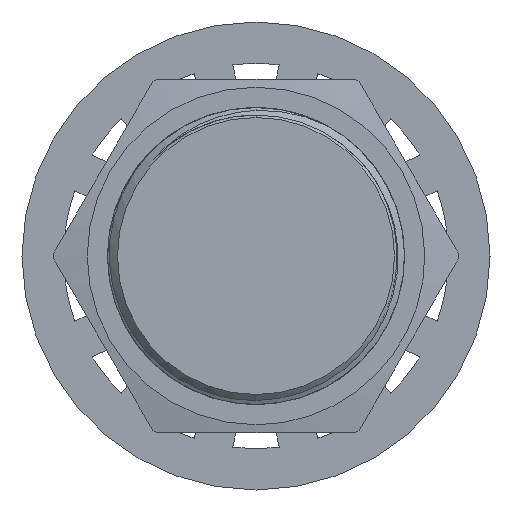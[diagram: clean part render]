
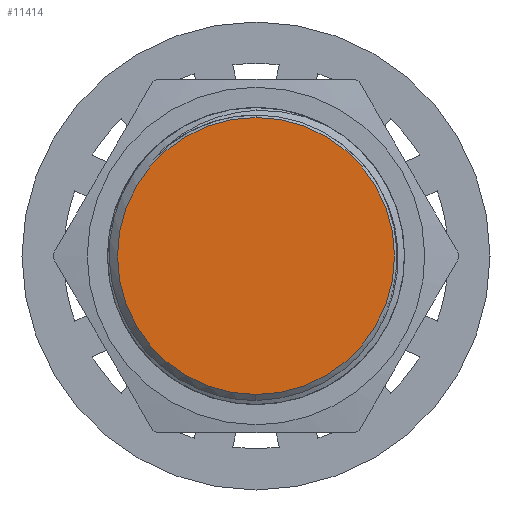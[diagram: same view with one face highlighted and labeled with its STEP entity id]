
A CAD part, front view. The second image highlights one B-rep face of the part: STEP entity #11414.
In plain terms, the highlighted planar face has unit normal (0, -1, 0).
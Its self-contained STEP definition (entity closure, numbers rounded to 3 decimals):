
#1491 = DIRECTION ( 'NONE',  ( 0., 0., -1. ) ) ;
#1586 = CARTESIAN_POINT ( 'NONE',  ( 0., 0., -50. ) ) ;
#2282 = ORIENTED_EDGE ( 'NONE', *, *, #24945, .T. ) ;
#4386 = CIRCLE ( 'NONE', #29356, 14. ) ;
#6474 = CARTESIAN_POINT ( 'NONE',  ( 0., 0., -50. ) ) ;
#6792 = DIRECTION ( 'NONE',  ( 0., 0., -1. ) ) ;
#7035 = ORIENTED_EDGE ( 'NONE', *, *, #31264, .T. ) ;
#7568 = CARTESIAN_POINT ( 'NONE',  ( 0., 0., -36. ) ) ;
#9100 = DIRECTION ( 'NONE',  ( 0., -1., 0. ) ) ;
#11414 = ADVANCED_FACE ( 'NONE', ( #31636 ), #14222, .T. ) ;
#11717 = VERTEX_POINT ( 'NONE', #26278 ) ;
#14198 = DIRECTION ( 'NONE',  ( 0., -1., 0. ) ) ;
#14222 = PLANE ( 'NONE',  #32824 ) ;
#15103 = DIRECTION ( 'NONE',  ( 0., -1., 0. ) ) ;
#16174 = CIRCLE ( 'NONE', #27719, 14. ) ;
#17541 = VERTEX_POINT ( 'NONE', #7568 ) ;
#20305 = DIRECTION ( 'NONE',  ( 0., 0., -1. ) ) ;
#24945 = EDGE_CURVE ( 'NONE', #17541, #11717, #4386, .T. ) ;
#26278 = CARTESIAN_POINT ( 'NONE',  ( 0., 0., -64. ) ) ;
#26837 = EDGE_LOOP ( 'NONE', ( #2282, #7035 ) ) ;
#27719 = AXIS2_PLACEMENT_3D ( 'NONE', #1586, #9100, #6792 ) ;
#29356 = AXIS2_PLACEMENT_3D ( 'NONE', #6474, #14198, #1491 ) ;
#31264 = EDGE_CURVE ( 'NONE', #11717, #17541, #16174, .T. ) ;
#31636 = FACE_OUTER_BOUND ( 'NONE', #26837, .T. ) ;
#31920 = CARTESIAN_POINT ( 'NONE',  ( 0., 0., -50. ) ) ;
#32824 = AXIS2_PLACEMENT_3D ( 'NONE', #31920, #15103, #20305 ) ;
